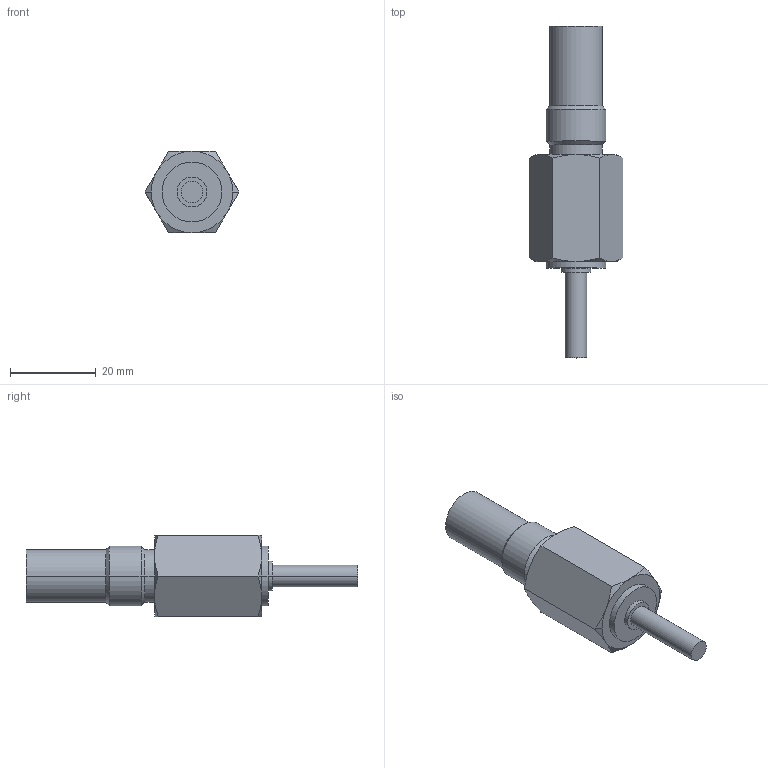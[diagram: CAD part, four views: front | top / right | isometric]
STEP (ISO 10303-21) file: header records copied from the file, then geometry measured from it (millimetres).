
FILE_DESCRIPTION(('STEP AP203'),'1');
FILE_NAME(' ',' ',('TraceParts'),('TraceParts S.A.'),'XStep 1.0',' ',' ');
FILE_SCHEMA(('CONFIG_CONTROL_DESIGN'));
Length unit declared in the file: millimetre
Products named in the file (1): 1
Bounding box: 21.94 x 77.5 x 19 mm (x, y, z)
Volume: 12316.8 mm3; surface area: 3875.9 mm2
Topology: 1 solids, 1 shells, 44 faces, 90 edges, 52 vertices
Faces by surface type: cone 20, cylinder 12, plane 12
Entity records: 1210 total; most frequent: CARTESIAN_POINT 283, DIRECTION 196, ORIENTED_EDGE 180, EDGE_CURVE 90, AXIS2_PLACEMENT_3D 85, VERTEX_POINT 52, EDGE_LOOP 48, ADVANCED_FACE 44
